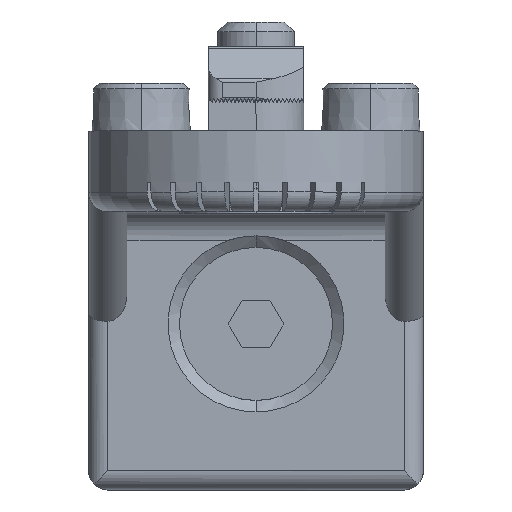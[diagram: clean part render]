
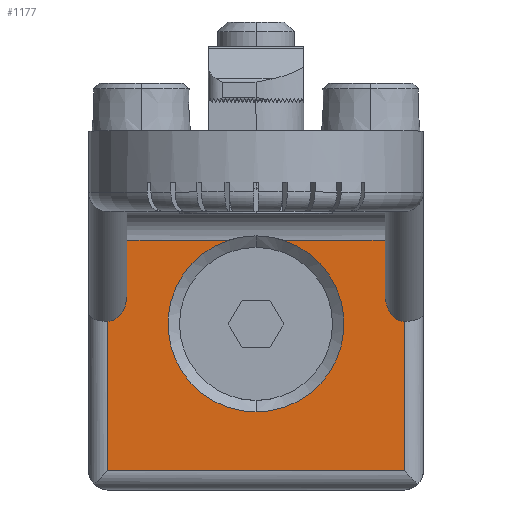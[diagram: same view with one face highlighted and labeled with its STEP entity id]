
A CAD part, top view. The second image highlights one B-rep face of the part: STEP entity #1177.
In plain terms, the highlighted planar face has unit normal (0, 0, 1).
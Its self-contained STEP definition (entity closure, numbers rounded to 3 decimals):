
#1177=ADVANCED_FACE('',(#2676),#2677,.T.);
#2676=FACE_OUTER_BOUND('',#4508,.T.);
#2677=PLANE('',#4509);
#4508=EDGE_LOOP('',(#7962,#7963,#7964,#7965,#7966,#7967,#7968,#7969,#7970,#7971,#7972));
#4509=AXIS2_PLACEMENT_3D('',#7973,#7974,#7975);
#7962=ORIENTED_EDGE('',*,*,#11341,.T.);
#7963=ORIENTED_EDGE('',*,*,#11735,.T.);
#7964=ORIENTED_EDGE('',*,*,#11733,.T.);
#7965=ORIENTED_EDGE('',*,*,#12329,.T.);
#7966=ORIENTED_EDGE('',*,*,#12331,.T.);
#7967=ORIENTED_EDGE('',*,*,#12332,.T.);
#7968=ORIENTED_EDGE('',*,*,#12333,.T.);
#7969=ORIENTED_EDGE('',*,*,#12334,.T.);
#7970=ORIENTED_EDGE('',*,*,#12335,.T.);
#7971=ORIENTED_EDGE('',*,*,#11746,.T.);
#7972=ORIENTED_EDGE('',*,*,#11728,.T.);
#7973=CARTESIAN_POINT('',(-17.5,-22.95,8.4));
#7974=DIRECTION('',(0.0,0.0,1.0));
#7975=DIRECTION('',(0.0,-1.0,0.0));
#11341=EDGE_CURVE('',#13682,#13680,#13683,.T.);
#11728=EDGE_CURVE('',#14303,#13682,#14304,.T.);
#11733=EDGE_CURVE('',#13894,#14310,#14312,.T.);
#11735=EDGE_CURVE('',#13680,#13894,#14314,.T.);
#11746=EDGE_CURVE('',#14326,#14303,#14327,.T.);
#12329=EDGE_CURVE('',#14310,#15150,#15152,.T.);
#12331=EDGE_CURVE('',#15150,#15154,#15155,.T.);
#12332=EDGE_CURVE('',#15154,#15156,#15157,.T.);
#12333=EDGE_CURVE('',#15156,#15158,#15159,.T.);
#12334=EDGE_CURVE('',#15158,#15160,#15161,.T.);
#12335=EDGE_CURVE('',#15160,#14326,#15162,.T.);
#13680=VERTEX_POINT('',#17073);
#13682=VERTEX_POINT('',#17076);
#13683=CIRCLE('',#17077,9.205);
#13894=VERTEX_POINT('',#17391);
#14303=VERTEX_POINT('',#18095);
#14304=LINE('',#18096,#18097);
#14310=VERTEX_POINT('',#18105);
#14312=LINE('',#18107,#18108);
#14314=CIRCLE('',#18110,9.205);
#14326=VERTEX_POINT('',#18123);
#14327=LINE('',#18124,#18125);
#15150=VERTEX_POINT('',#19654);
#15152=LINE('',#19657,#19658);
#15154=VERTEX_POINT('',#19660);
#15155=ELLIPSE('',#19661,2.828,2.0);
#15156=VERTEX_POINT('',#19662);
#15157=LINE('',#19663,#19664);
#15158=VERTEX_POINT('',#19665);
#15159=LINE('',#19666,#19667);
#15160=VERTEX_POINT('',#19668);
#15161=LINE('',#19669,#19670);
#15162=ELLIPSE('',#19671,2.828,2.0);
#17073=CARTESIAN_POINT('',(0.,-29.355,8.4));
#17076=CARTESIAN_POINT('',(2.859,-11.4,8.4));
#17077=AXIS2_PLACEMENT_3D('',#22241,#22242,#22243);
#17391=CARTESIAN_POINT('',(-2.859,-11.4,8.4));
#18095=CARTESIAN_POINT('',(13.5,-11.4,8.4));
#18096=CARTESIAN_POINT('',(-17.5,-11.4,8.4));
#18097=VECTOR('',#22847,1.0);
#18105=CARTESIAN_POINT('',(-13.5,-11.4,8.4));
#18107=CARTESIAN_POINT('',(-17.5,-11.4,8.4));
#18108=VECTOR('',#22856,1.0);
#18110=AXIS2_PLACEMENT_3D('',#22857,#22858,#22859);
#18123=CARTESIAN_POINT('',(13.5,-17.056,8.4));
#18124=CARTESIAN_POINT('',(13.5,-9.354,8.4));
#18125=VECTOR('',#22873,1.0);
#19654=CARTESIAN_POINT('',(-13.5,-17.056,8.4));
#19657=CARTESIAN_POINT('',(-13.5,-9.354,8.4));
#19658=VECTOR('',#23596,1.0);
#19660=CARTESIAN_POINT('',(-15.5,-19.884,8.4));
#19661=AXIS2_PLACEMENT_3D('',#23597,#23598,#23599);
#19662=CARTESIAN_POINT('',(-15.5,-35.5,8.4));
#19663=CARTESIAN_POINT('',(-15.5,-15.675,8.4));
#19664=VECTOR('',#23600,1.0);
#19665=CARTESIAN_POINT('',(15.5,-35.5,8.4));
#19666=CARTESIAN_POINT('',(0.0,-35.5,8.4));
#19667=VECTOR('',#23601,1.0);
#19668=CARTESIAN_POINT('',(15.5,-19.884,8.4));
#19669=CARTESIAN_POINT('',(15.5,-22.95,8.4));
#19670=VECTOR('',#23602,1.0);
#19671=AXIS2_PLACEMENT_3D('',#23603,#23604,#23605);
#22241=CARTESIAN_POINT('',(0.0,-20.15,8.4));
#22242=DIRECTION('',(0.0,0.0,-1.0));
#22243=DIRECTION('',(0.0,1.0,0.0));
#22847=DIRECTION('',(-1.0,0.0,0.0));
#22856=DIRECTION('',(-1.0,0.0,0.0));
#22857=CARTESIAN_POINT('',(0.0,-20.15,8.4));
#22858=DIRECTION('',(0.0,0.0,-1.0));
#22859=DIRECTION('',(0.0,1.0,0.0));
#22873=DIRECTION('',(-0.0,1.0,0.0));
#23596=DIRECTION('',(0.0,-1.0,0.0));
#23597=CARTESIAN_POINT('',(-15.5,-17.056,8.4));
#23598=DIRECTION('',(-0.0,-0.0,-1.0));
#23599=DIRECTION('',(0.0,-1.0,0.0));
#23600=DIRECTION('',(0.0,-1.0,0.0));
#23601=DIRECTION('',(1.0,0.0,0.0));
#23602=DIRECTION('',(0.0,1.0,0.0));
#23603=CARTESIAN_POINT('',(15.5,-17.056,8.4));
#23604=DIRECTION('',(-0.0,-0.0,-1.0));
#23605=DIRECTION('',(0.0,-1.0,0.0));
